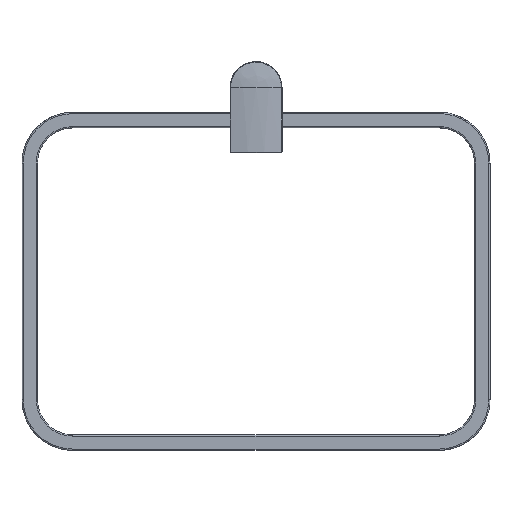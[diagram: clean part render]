
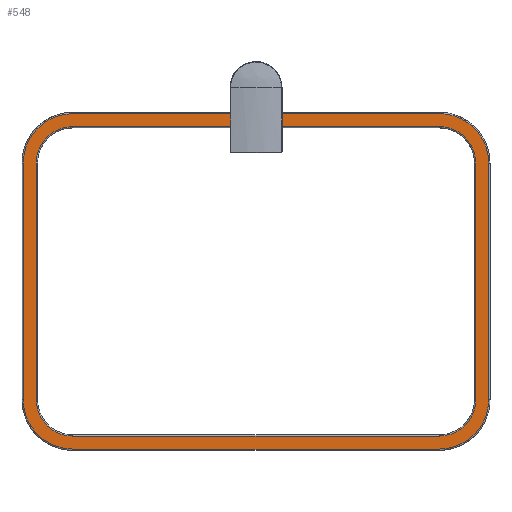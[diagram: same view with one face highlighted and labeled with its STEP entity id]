
A CAD part, front view. The second image highlights one B-rep face of the part: STEP entity #548.
In plain terms, the highlighted face is planar.
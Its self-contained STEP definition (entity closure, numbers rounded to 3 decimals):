
#548=ADVANCED_FACE('',(#940),#5667,.T.);
#940=FACE_OUTER_BOUND('',#1321,.T.);
#1321=EDGE_LOOP('',(#2710,#2711,#2712,#2713,#2714,#2715,#2716,#2717,#2718,
#2719,#2720,#2721,#2722,#2723,#2724,#2725,#2726,#2727,#2728,#2729));
#2710=ORIENTED_EDGE('',*,*,#3848,.T.);
#2711=ORIENTED_EDGE('',*,*,#3807,.F.);
#2712=ORIENTED_EDGE('',*,*,#3756,.T.);
#2713=ORIENTED_EDGE('',*,*,#3725,.F.);
#2714=ORIENTED_EDGE('',*,*,#3746,.F.);
#2715=ORIENTED_EDGE('',*,*,#3722,.F.);
#2716=ORIENTED_EDGE('',*,*,#3749,.F.);
#2717=ORIENTED_EDGE('',*,*,#3721,.F.);
#2718=ORIENTED_EDGE('',*,*,#3750,.F.);
#2719=ORIENTED_EDGE('',*,*,#3724,.F.);
#2720=ORIENTED_EDGE('',*,*,#3752,.F.);
#2721=ORIENTED_EDGE('',*,*,#3723,.F.);
#2722=ORIENTED_EDGE('',*,*,#3720,.T.);
#2723=ORIENTED_EDGE('',*,*,#3808,.T.);
#2724=ORIENTED_EDGE('',*,*,#3838,.T.);
#2725=ORIENTED_EDGE('',*,*,#3806,.F.);
#2726=ORIENTED_EDGE('',*,*,#3842,.T.);
#2727=ORIENTED_EDGE('',*,*,#3809,.F.);
#2728=ORIENTED_EDGE('',*,*,#3846,.T.);
#2729=ORIENTED_EDGE('',*,*,#3805,.F.);
#3720=EDGE_CURVE('',#5243,#5273,#4723,.T.);
#3721=EDGE_CURVE('',#5246,#5247,#4724,.T.);
#3722=EDGE_CURVE('',#5248,#5249,#4725,.T.);
#3723=EDGE_CURVE('',#5243,#5251,#4726,.T.);
#3724=EDGE_CURVE('',#5253,#5252,#4727,.T.);
#3725=EDGE_CURVE('',#5250,#5244,#4728,.T.);
#3746=EDGE_CURVE('',#5249,#5250,#4267,.T.);
#3749=EDGE_CURVE('',#5247,#5248,#4270,.T.);
#3750=EDGE_CURVE('',#5252,#5246,#4271,.T.);
#3752=EDGE_CURVE('',#5251,#5253,#4273,.T.);
#3756=EDGE_CURVE('',#5267,#5244,#4741,.T.);
#3805=EDGE_CURVE('',#5314,#5315,#4782,.T.);
#3806=EDGE_CURVE('',#5316,#5317,#4783,.T.);
#3807=EDGE_CURVE('',#5267,#5318,#4784,.T.);
#3808=EDGE_CURVE('',#5273,#5320,#4785,.T.);
#3809=EDGE_CURVE('',#5319,#5321,#4786,.T.);
#3838=EDGE_CURVE('',#5320,#5317,#4310,.T.);
#3842=EDGE_CURVE('',#5316,#5321,#4314,.T.);
#3846=EDGE_CURVE('',#5319,#5315,#4318,.T.);
#3848=EDGE_CURVE('',#5314,#5318,#4320,.T.);
#4267=(
BOUNDED_CURVE()
B_SPLINE_CURVE(2,(#12556,#12557,#12558),.UNSPECIFIED.,.F.,.F.)
B_SPLINE_CURVE_WITH_KNOTS((3,3),(0.,21.991),
 .UNSPECIFIED.)
CURVE()
GEOMETRIC_REPRESENTATION_ITEM()
RATIONAL_B_SPLINE_CURVE((1.,0.707,1.))
REPRESENTATION_ITEM('')
);
#4270=(
BOUNDED_CURVE()
B_SPLINE_CURVE(2,(#12565,#12566,#12567),.UNSPECIFIED.,.F.,.F.)
B_SPLINE_CURVE_WITH_KNOTS((3,3),(0.,21.991),
 .UNSPECIFIED.)
CURVE()
GEOMETRIC_REPRESENTATION_ITEM()
RATIONAL_B_SPLINE_CURVE((1.,0.707,1.))
REPRESENTATION_ITEM('')
);
#4271=(
BOUNDED_CURVE()
B_SPLINE_CURVE(2,(#12568,#12569,#12570),.UNSPECIFIED.,.F.,.F.)
B_SPLINE_CURVE_WITH_KNOTS((3,3),(0.,21.991),
 .UNSPECIFIED.)
CURVE()
GEOMETRIC_REPRESENTATION_ITEM()
RATIONAL_B_SPLINE_CURVE((1.,0.707,1.))
REPRESENTATION_ITEM('')
);
#4273=(
BOUNDED_CURVE()
B_SPLINE_CURVE(2,(#12574,#12575,#12576),.UNSPECIFIED.,.F.,.F.)
B_SPLINE_CURVE_WITH_KNOTS((3,3),(0.,21.991),
 .UNSPECIFIED.)
CURVE()
GEOMETRIC_REPRESENTATION_ITEM()
RATIONAL_B_SPLINE_CURVE((1.,0.707,1.))
REPRESENTATION_ITEM('')
);
#4310=(
BOUNDED_CURVE()
B_SPLINE_CURVE(2,(#12783,#12784,#12785),.UNSPECIFIED.,.F.,.F.)
B_SPLINE_CURVE_WITH_KNOTS((3,3),(0.,29.845),
 .UNSPECIFIED.)
CURVE()
GEOMETRIC_REPRESENTATION_ITEM()
RATIONAL_B_SPLINE_CURVE((1.,0.707,1.))
REPRESENTATION_ITEM('')
);
#4314=(
BOUNDED_CURVE()
B_SPLINE_CURVE(2,(#12795,#12796,#12797),.UNSPECIFIED.,.F.,.F.)
B_SPLINE_CURVE_WITH_KNOTS((3,3),(0.,29.845),
 .UNSPECIFIED.)
CURVE()
GEOMETRIC_REPRESENTATION_ITEM()
RATIONAL_B_SPLINE_CURVE((1.,0.707,1.))
REPRESENTATION_ITEM('')
);
#4318=(
BOUNDED_CURVE()
B_SPLINE_CURVE(2,(#12807,#12808,#12809),.UNSPECIFIED.,.F.,.F.)
B_SPLINE_CURVE_WITH_KNOTS((3,3),(0.,29.845),
 .UNSPECIFIED.)
CURVE()
GEOMETRIC_REPRESENTATION_ITEM()
RATIONAL_B_SPLINE_CURVE((1.,0.707,1.))
REPRESENTATION_ITEM('')
);
#4320=(
BOUNDED_CURVE()
B_SPLINE_CURVE(2,(#12813,#12814,#12815),.UNSPECIFIED.,.F.,.F.)
B_SPLINE_CURVE_WITH_KNOTS((3,3),(0.,29.845),
 .UNSPECIFIED.)
CURVE()
GEOMETRIC_REPRESENTATION_ITEM()
RATIONAL_B_SPLINE_CURVE((1.,0.707,1.))
REPRESENTATION_ITEM('')
);
#4723=B_SPLINE_CURVE_WITH_KNOTS('',1,(#12493,#12494),.UNSPECIFIED.,.F.,
 .F.,(2,2),(0.5,5.5),.UNSPECIFIED.);
#4724=B_SPLINE_CURVE_WITH_KNOTS('',1,(#12495,#12496),.UNSPECIFIED.,.F.,
 .F.,(2,2),(0.,141.),.UNSPECIFIED.);
#4725=B_SPLINE_CURVE_WITH_KNOTS('',1,(#12497,#12498),.UNSPECIFIED.,.F.,
 .F.,(2,2),(0.,91.),.UNSPECIFIED.);
#4726=B_SPLINE_CURVE_WITH_KNOTS('',1,(#12499,#12500),.UNSPECIFIED.,.F.,
 .F.,(2,2),(0.,63.5),.UNSPECIFIED.);
#4727=B_SPLINE_CURVE_WITH_KNOTS('',1,(#12501,#12502),.UNSPECIFIED.,.F.,
 .F.,(2,2),(0.,91.),.UNSPECIFIED.);
#4728=B_SPLINE_CURVE_WITH_KNOTS('',1,(#12503,#12504),.UNSPECIFIED.,.F.,
 .F.,(2,2),(0.,63.5),.UNSPECIFIED.);
#4741=B_SPLINE_CURVE_WITH_KNOTS('',1,(#12583,#12584),.UNSPECIFIED.,.F.,
 .F.,(2,2),(-5.5,-0.5),.UNSPECIFIED.);
#4782=B_SPLINE_CURVE_WITH_KNOTS('',1,(#12689,#12690),.UNSPECIFIED.,.F.,
 .F.,(2,2),(0.,91.),.UNSPECIFIED.);
#4783=B_SPLINE_CURVE_WITH_KNOTS('',1,(#12691,#12692),.UNSPECIFIED.,.F.,
 .F.,(2,2),(0.,91.),.UNSPECIFIED.);
#4784=B_SPLINE_CURVE_WITH_KNOTS('',1,(#12693,#12694),.UNSPECIFIED.,.F.,
 .F.,(2,2),(0.,63.5),.UNSPECIFIED.);
#4785=B_SPLINE_CURVE_WITH_KNOTS('',1,(#12695,#12696),.UNSPECIFIED.,.F.,
 .F.,(2,2),(0.,63.5),.UNSPECIFIED.);
#4786=B_SPLINE_CURVE_WITH_KNOTS('',1,(#12697,#12698),.UNSPECIFIED.,.F.,
 .F.,(2,2),(0.,141.),.UNSPECIFIED.);
#5243=VERTEX_POINT('',#12330);
#5244=VERTEX_POINT('',#12331);
#5246=VERTEX_POINT('',#12333);
#5247=VERTEX_POINT('',#12334);
#5248=VERTEX_POINT('',#12335);
#5249=VERTEX_POINT('',#12336);
#5250=VERTEX_POINT('',#12337);
#5251=VERTEX_POINT('',#12338);
#5252=VERTEX_POINT('',#12339);
#5253=VERTEX_POINT('',#12340);
#5267=VERTEX_POINT('',#12354);
#5273=VERTEX_POINT('',#12360);
#5314=VERTEX_POINT('',#12401);
#5315=VERTEX_POINT('',#12402);
#5316=VERTEX_POINT('',#12403);
#5317=VERTEX_POINT('',#12404);
#5318=VERTEX_POINT('',#12405);
#5319=VERTEX_POINT('',#12406);
#5320=VERTEX_POINT('',#12407);
#5321=VERTEX_POINT('',#12408);
#5667=PLANE('',#6179);
#6179=AXIS2_PLACEMENT_3D('',#12187,#6512,$);
#6512=DIRECTION('',(1.,0.,0.));
#12187=CARTESIAN_POINT('',(6.,-140.267,-108.267));
#12330=CARTESIAN_POINT('',(6.,-2.5,7.));
#12331=CARTESIAN_POINT('',(6.,-2.5,-7.));
#12333=CARTESIAN_POINT('',(6.,-121.5,70.5));
#12334=CARTESIAN_POINT('',(6.,-121.5,-70.5));
#12335=CARTESIAN_POINT('',(6.,-107.5,-84.5));
#12336=CARTESIAN_POINT('',(6.,-16.5,-84.5));
#12337=CARTESIAN_POINT('',(6.,-2.5,-70.5));
#12338=CARTESIAN_POINT('',(6.,-2.5,70.5));
#12339=CARTESIAN_POINT('',(6.,-107.5,84.5));
#12340=CARTESIAN_POINT('',(6.,-16.5,84.5));
#12354=CARTESIAN_POINT('',(6.,2.5,-7.));
#12360=CARTESIAN_POINT('',(6.,2.5,7.));
#12401=CARTESIAN_POINT('',(6.,-16.5,-89.5));
#12402=CARTESIAN_POINT('',(6.,-107.5,-89.5));
#12403=CARTESIAN_POINT('',(6.,-107.5,89.5));
#12404=CARTESIAN_POINT('',(6.,-16.5,89.5));
#12405=CARTESIAN_POINT('',(6.,2.5,-70.5));
#12406=CARTESIAN_POINT('',(6.,-126.5,-70.5));
#12407=CARTESIAN_POINT('',(6.,2.5,70.5));
#12408=CARTESIAN_POINT('',(6.,-126.5,70.5));
#12493=CARTESIAN_POINT('',(6.,-2.5,7.));
#12494=CARTESIAN_POINT('',(6.,2.5,7.));
#12495=CARTESIAN_POINT('',(6.,-121.5,70.5));
#12496=CARTESIAN_POINT('',(6.,-121.5,-70.5));
#12497=CARTESIAN_POINT('',(6.,-107.5,-84.5));
#12498=CARTESIAN_POINT('',(6.,-16.5,-84.5));
#12499=CARTESIAN_POINT('',(6.,-2.5,7.));
#12500=CARTESIAN_POINT('',(6.,-2.5,70.5));
#12501=CARTESIAN_POINT('',(6.,-16.5,84.5));
#12502=CARTESIAN_POINT('',(6.,-107.5,84.5));
#12503=CARTESIAN_POINT('',(6.,-2.5,-70.5));
#12504=CARTESIAN_POINT('',(6.,-2.5,-7.));
#12556=CARTESIAN_POINT('',(6.,-16.5,-84.5));
#12557=CARTESIAN_POINT('',(6.,-2.5,-84.5));
#12558=CARTESIAN_POINT('',(6.,-2.5,-70.5));
#12565=CARTESIAN_POINT('',(6.,-121.5,-70.5));
#12566=CARTESIAN_POINT('',(6.,-121.5,-84.5));
#12567=CARTESIAN_POINT('',(6.,-107.5,-84.5));
#12568=CARTESIAN_POINT('',(6.,-107.5,84.5));
#12569=CARTESIAN_POINT('',(6.,-121.5,84.5));
#12570=CARTESIAN_POINT('',(6.,-121.5,70.5));
#12574=CARTESIAN_POINT('',(6.,-2.5,70.5));
#12575=CARTESIAN_POINT('',(6.,-2.5,84.5));
#12576=CARTESIAN_POINT('',(6.,-16.5,84.5));
#12583=CARTESIAN_POINT('',(6.,2.5,-7.));
#12584=CARTESIAN_POINT('',(6.,-2.5,-7.));
#12689=CARTESIAN_POINT('',(6.,-16.5,-89.5));
#12690=CARTESIAN_POINT('',(6.,-107.5,-89.5));
#12691=CARTESIAN_POINT('',(6.,-107.5,89.5));
#12692=CARTESIAN_POINT('',(6.,-16.5,89.5));
#12693=CARTESIAN_POINT('',(6.,2.5,-7.));
#12694=CARTESIAN_POINT('',(6.,2.5,-70.5));
#12695=CARTESIAN_POINT('',(6.,2.5,7.));
#12696=CARTESIAN_POINT('',(6.,2.5,70.5));
#12697=CARTESIAN_POINT('',(6.,-126.5,-70.5));
#12698=CARTESIAN_POINT('',(6.,-126.5,70.5));
#12783=CARTESIAN_POINT('',(6.,2.5,70.5));
#12784=CARTESIAN_POINT('',(6.,2.5,89.5));
#12785=CARTESIAN_POINT('',(6.,-16.5,89.5));
#12795=CARTESIAN_POINT('',(6.,-107.5,89.5));
#12796=CARTESIAN_POINT('',(6.,-126.5,89.5));
#12797=CARTESIAN_POINT('',(6.,-126.5,70.5));
#12807=CARTESIAN_POINT('',(6.,-126.5,-70.5));
#12808=CARTESIAN_POINT('',(6.,-126.5,-89.5));
#12809=CARTESIAN_POINT('',(6.,-107.5,-89.5));
#12813=CARTESIAN_POINT('',(6.,-16.5,-89.5));
#12814=CARTESIAN_POINT('',(6.,2.5,-89.5));
#12815=CARTESIAN_POINT('',(6.,2.5,-70.5));
